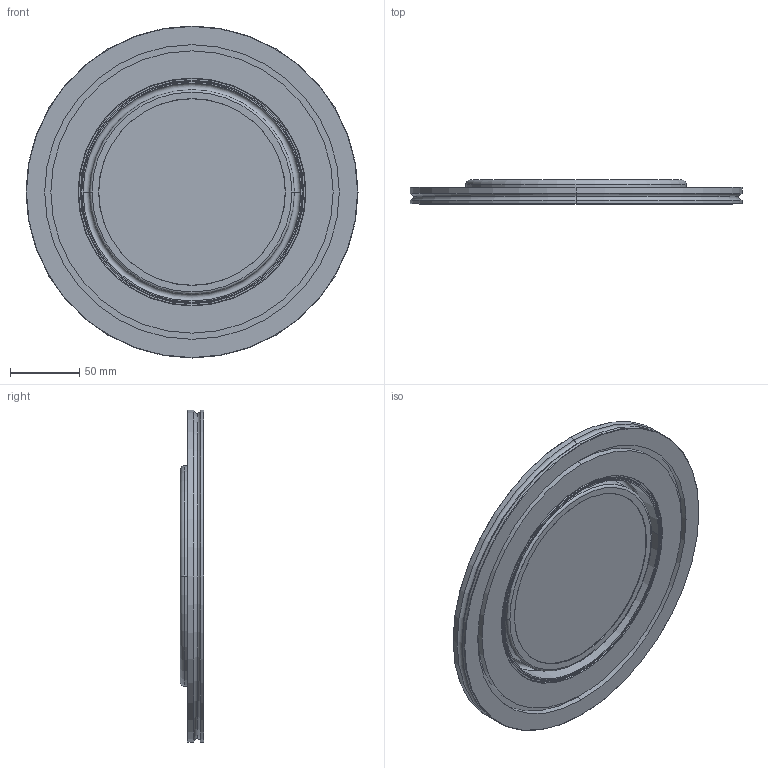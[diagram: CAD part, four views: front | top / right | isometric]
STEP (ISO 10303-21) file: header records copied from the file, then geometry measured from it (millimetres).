
FILE_DESCRIPTION (( 'STEP AP214' ), '1' );
FILE_NAME ('Hositrad_HVP-ISO200.STEP', '2012-10-05T09:28:29', ( '' ), ( '' ), 'SwSTEP 2.0', 'SolidWorks 2012', '' );
FILE_SCHEMA (( 'AUTOMOTIVE_DESIGN' ));
Length unit declared in the file: millimetre
Products named in the file (5): HVP-spinn-6000; Glas159_HVP6000; Viewport-metal-ring-159; ISO-K200-HVP6000; Hositrad_HVP-ISO200
Assembly tree (4 placements, depth 3):
  Hositrad_HVP-ISO200
    ISO-K200-HVP6000
    HVP-spinn-6000
      Viewport-metal-ring-159
      Glas159_HVP6000
Bounding box: 240 x 17.3 x 240 mm (x, y, z)
Volume: 423989.4 mm3; surface area: 154145.4 mm2
Topology: 3 solids, 3 shells, 70 faces, 138 edges, 82 vertices
Faces by surface type: cylinder 32, torus 18, plane 14, cone 6
Entity records: 2021 total; most frequent: DIRECTION 394, CARTESIAN_POINT 298, ORIENTED_EDGE 276, AXIS2_PLACEMENT_3D 178, EDGE_CURVE 138, CIRCLE 100, VERTEX_POINT 82, EDGE_LOOP 82
